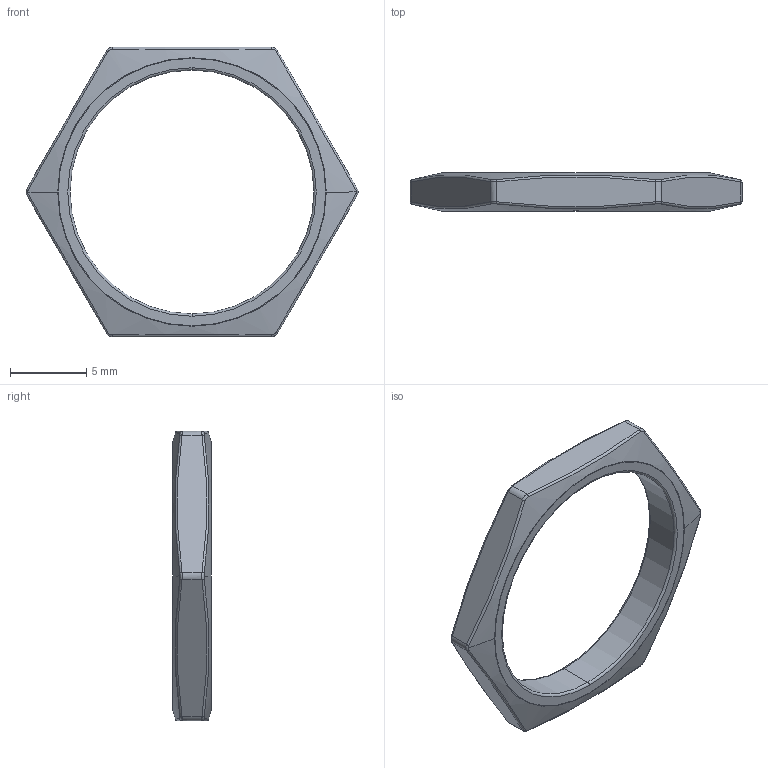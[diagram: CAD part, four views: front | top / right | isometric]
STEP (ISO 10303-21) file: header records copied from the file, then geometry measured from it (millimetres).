
FILE_DESCRIPTION (( 'STEP AP214' ), '1' );
FILE_NAME ('D16 - Mutter.STEP', '2023-06-06T14:55:13', ( '' ), ( '' ), 'SwSTEP 2.0', 'SolidWorks 2023', '' );
FILE_SCHEMA (( 'AUTOMOTIVE_DESIGN' ));
Length unit declared in the file: millimetre
Products named in the file (1): D16 - Mutter
Bounding box: 21.78 x 2.5 x 19 mm (x, y, z)
Volume: 256.9 mm3; surface area: 469.1 mm2
Topology: 1 solids, 1 shells, 52 faces, 122 edges, 72 vertices
Faces by surface type: torus 20, bspline 12, cylinder 8, plane 8, sphere 4
Entity records: 1665 total; most frequent: CARTESIAN_POINT 487, DIRECTION 256, ORIENTED_EDGE 244, EDGE_CURVE 122, AXIS2_PLACEMENT_3D 121, CIRCLE 80, VERTEX_POINT 72, EDGE_LOOP 54
